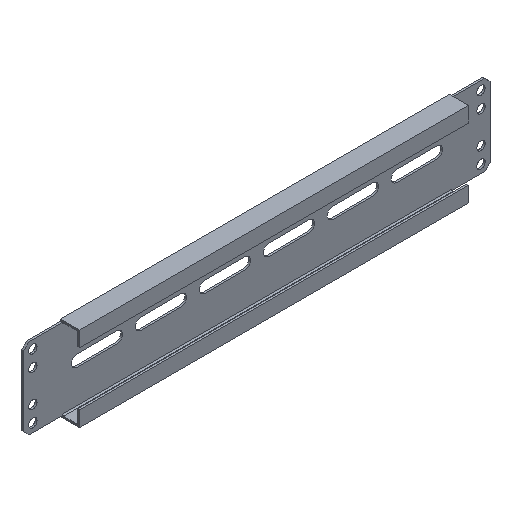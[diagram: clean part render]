
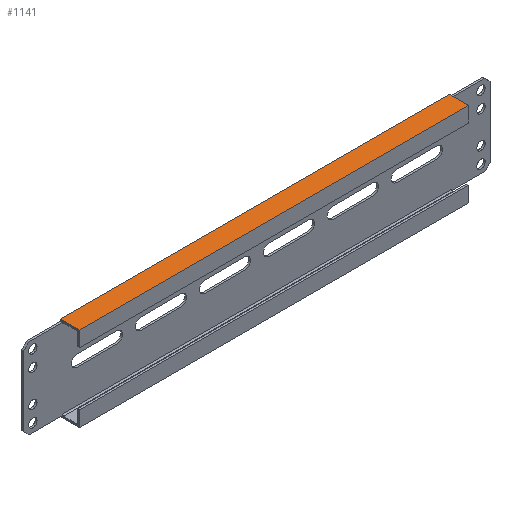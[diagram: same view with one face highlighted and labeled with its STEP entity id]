
A CAD part, isometric view. The second image highlights one B-rep face of the part: STEP entity #1141.
In plain terms, the highlighted planar face has unit normal (0, 0, 1).
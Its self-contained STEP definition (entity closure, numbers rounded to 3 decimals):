
#20 = CARTESIAN_POINT ( 'NONE',  ( 152., -15., 33. ) ) ;
#22 = DIRECTION ( 'NONE',  ( 0., 0., -1. ) ) ;
#92 = ORIENTED_EDGE ( 'NONE', *, *, #304, .T. ) ;
#100 = EDGE_CURVE ( 'NONE', #128, #1056, #1284, .T. ) ;
#128 = VERTEX_POINT ( 'NONE', #20 ) ;
#181 = EDGE_LOOP ( 'NONE', ( #1822, #459, #92, #1930 ) ) ;
#207 = DIRECTION ( 'NONE',  ( 0., 1., 0. ) ) ;
#242 = EDGE_CURVE ( 'NONE', #1696, #1056, #321, .T. ) ;
#281 = VERTEX_POINT ( 'NONE', #1369 ) ;
#304 = EDGE_CURVE ( 'NONE', #128, #281, #441, .T. ) ;
#321 = LINE ( 'NONE', #1676, #1431 ) ;
#338 = EDGE_CURVE ( 'NONE', #281, #1696, #2214, .T. ) ;
#400 = CARTESIAN_POINT ( 'NONE',  ( -152., -15., 33. ) ) ;
#441 = LINE ( 'NONE', #632, #1459 ) ;
#459 = ORIENTED_EDGE ( 'NONE', *, *, #100, .F. ) ;
#584 = DIRECTION ( 'NONE',  ( 0., -1., 0. ) ) ;
#604 = DIRECTION ( 'NONE',  ( -1., 0., 0. ) ) ;
#632 = CARTESIAN_POINT ( 'NONE',  ( 152., -1.5, 33. ) ) ;
#807 = CARTESIAN_POINT ( 'NONE',  ( 171.209, -15., 33. ) ) ;
#842 = DIRECTION ( 'NONE',  ( 0., 1., 0. ) ) ;
#955 = PLANE ( 'NONE',  #1996 ) ;
#1050 = FACE_OUTER_BOUND ( 'NONE', #181, .T. ) ;
#1056 = VERTEX_POINT ( 'NONE', #400 ) ;
#1141 = ADVANCED_FACE ( 'NONE', ( #1050 ), #955, .F. ) ;
#1284 = LINE ( 'NONE', #807, #1599 ) ;
#1369 = CARTESIAN_POINT ( 'NONE',  ( 152., 0., 33. ) ) ;
#1380 = CARTESIAN_POINT ( 'NONE',  ( 171.209, 0., 33. ) ) ;
#1431 = VECTOR ( 'NONE', #584, 1000. ) ;
#1459 = VECTOR ( 'NONE', #842, 1000. ) ;
#1599 = VECTOR ( 'NONE', #604, 1000. ) ;
#1627 = CARTESIAN_POINT ( 'NONE',  ( -152., 0., 33. ) ) ;
#1676 = CARTESIAN_POINT ( 'NONE',  ( -152., -15., 33. ) ) ;
#1696 = VERTEX_POINT ( 'NONE', #1627 ) ;
#1822 = ORIENTED_EDGE ( 'NONE', *, *, #242, .T. ) ;
#1884 = VECTOR ( 'NONE', #2130, 1000. ) ;
#1930 = ORIENTED_EDGE ( 'NONE', *, *, #338, .T. ) ;
#1996 = AXIS2_PLACEMENT_3D ( 'NONE', #2256, #22, #207 ) ;
#2130 = DIRECTION ( 'NONE',  ( -1., 0., 0. ) ) ;
#2214 = LINE ( 'NONE', #1380, #1884 ) ;
#2256 = CARTESIAN_POINT ( 'NONE',  ( 0., 0., 33. ) ) ;
